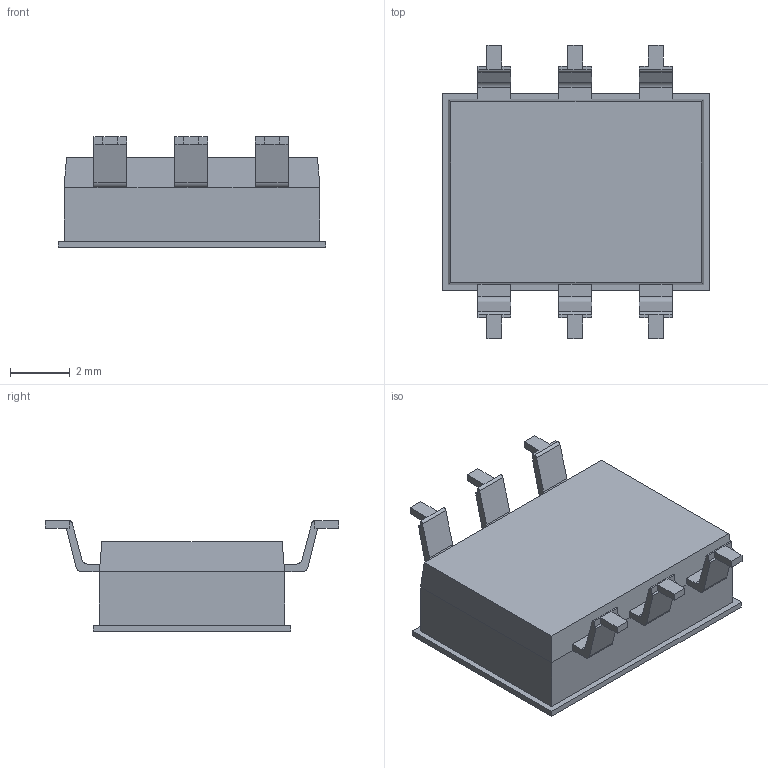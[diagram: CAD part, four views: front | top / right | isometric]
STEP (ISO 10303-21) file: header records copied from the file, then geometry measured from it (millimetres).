
FILE_DESCRIPTION (( 'STEP AP214' ), '1' );
FILE_NAME ('A6S-3102-PH.STEP', '2022-12-07T14:39:54', ( '' ), ( '' ), 'SwSTEP 2.0', 'SolidWorks 2022', '' );
FILE_SCHEMA (( 'AUTOMOTIVE_DESIGN' ));
Length unit declared in the file: millimetre
Products named in the file (1): A6S-3102-PH
Bounding box: 8.96 x 9.8 x 3.7 mm (x, y, z)
Volume: 147.8 mm3; surface area: 278.4 mm2
Topology: 1 solids, 1 shells, 166 faces, 424 edges, 270 vertices
Faces by surface type: plane 148, cylinder 18
Entity records: 6364 total; most frequent: CARTESIAN_POINT 861, ORIENTED_EDGE 848, DIRECTION 794, EDGE_CURVE 424, LINE 388, VECTOR 388, VERTEX_POINT 270, AXIS2_PLACEMENT_3D 203
